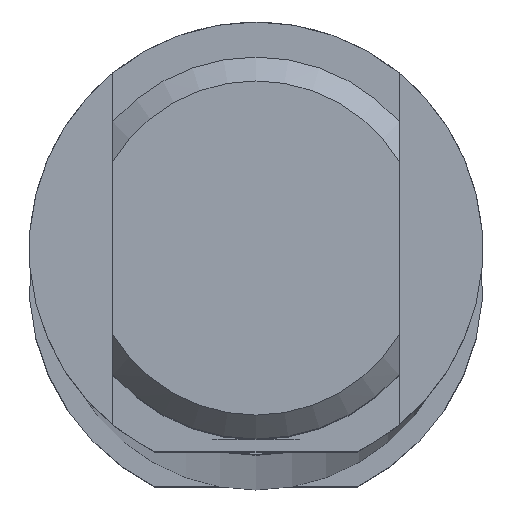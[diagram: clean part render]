
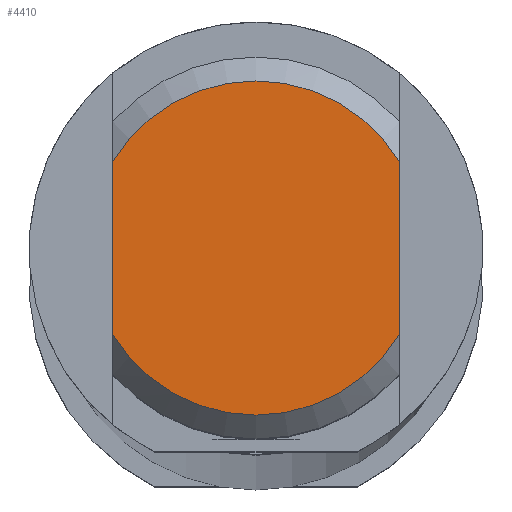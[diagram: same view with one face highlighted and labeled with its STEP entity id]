
A CAD part, top view. The second image highlights one B-rep face of the part: STEP entity #4410.
In plain terms, the highlighted face is planar.
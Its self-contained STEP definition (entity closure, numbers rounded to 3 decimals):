
#3822=CARTESIAN_POINT('',(6.,22.0,-3.606));
#3823=VERTEX_POINT('',#3822);
#3837=CARTESIAN_POINT('',(6.,22.0,3.606));
#3838=VERTEX_POINT('',#3837);
#3839=CARTESIAN_POINT('',(6.,22.0,3.606));
#3840=DIRECTION('',(0.0,0.0,-1.0));
#3841=VECTOR('',#3840,7.211);
#3842=LINE('',#3839,#3841);
#3843=EDGE_CURVE('',#3838,#3823,#3842,.T.);
#3960=CARTESIAN_POINT('',(-6.,22.0,3.606));
#3961=VERTEX_POINT('',#3960);
#3977=CARTESIAN_POINT('',(-6.,22.0,-3.606));
#3978=VERTEX_POINT('',#3977);
#3979=CARTESIAN_POINT('',(-6.,22.0,-3.606));
#3980=DIRECTION('',(0.0,0.0,1.0));
#3981=VECTOR('',#3980,7.211);
#3982=LINE('',#3979,#3981);
#3983=EDGE_CURVE('',#3978,#3961,#3982,.T.);
#4176=CARTESIAN_POINT('',(0.0,22.0,0.0));
#4177=DIRECTION('',(0.0,-1.0,0.0));
#4178=DIRECTION('',(0.0,0.0,-1.0));
#4179=AXIS2_PLACEMENT_3D('',#4176,#4177,#4178);
#4180=CIRCLE('',#4179,7.);
#4181=EDGE_CURVE('',#3838,#3961,#4180,.T.);
#4393=CARTESIAN_POINT('',(0.0,22.0,4.));
#4394=DIRECTION('',(0.0,1.0,0.0));
#4395=DIRECTION('',(0.0,0.0,1.0));
#4396=AXIS2_PLACEMENT_3D('',#4393,#4394,#4395);
#4397=PLANE('',#4396);
#4398=ORIENTED_EDGE('',*,*,#3843,.T.);
#4399=CARTESIAN_POINT('',(0.0,22.0,0.0));
#4400=DIRECTION('',(0.0,-1.0,0.0));
#4401=DIRECTION('',(0.0,0.0,-1.0));
#4402=AXIS2_PLACEMENT_3D('',#4399,#4400,#4401);
#4403=CIRCLE('',#4402,7.);
#4404=EDGE_CURVE('',#3978,#3823,#4403,.T.);
#4405=ORIENTED_EDGE('',*,*,#4404,.F.);
#4406=ORIENTED_EDGE('',*,*,#3983,.T.);
#4407=ORIENTED_EDGE('',*,*,#4181,.F.);
#4408=EDGE_LOOP('',(#4398,#4405,#4406,#4407));
#4409=FACE_OUTER_BOUND('',#4408,.T.);
#4410=ADVANCED_FACE('',(#4409),#4397,.T.);
